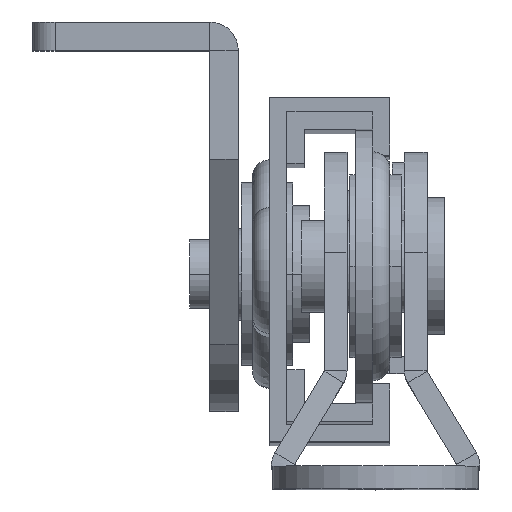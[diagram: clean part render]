
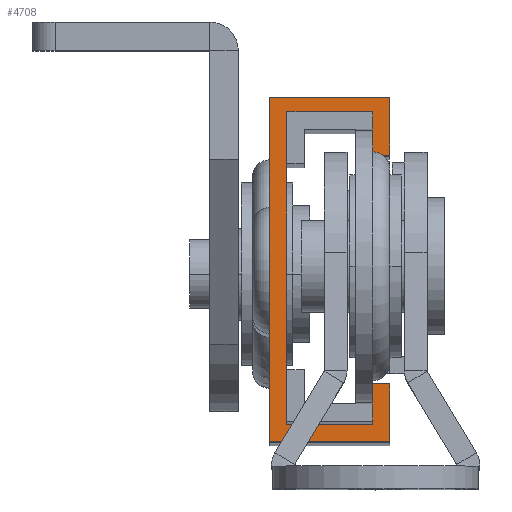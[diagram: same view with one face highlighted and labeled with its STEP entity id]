
A CAD part, top view. The second image highlights one B-rep face of the part: STEP entity #4708.
In plain terms, the highlighted face is planar.
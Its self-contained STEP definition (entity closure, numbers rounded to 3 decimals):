
#119 = FACE_OUTER_BOUND ( 'NONE', #2886, .T. ) ;
#182 = DIRECTION ( 'NONE',  ( 0., -1., 0. ) ) ;
#184 = DIRECTION ( 'NONE',  ( -1., 0., 0. ) ) ;
#189 = VECTOR ( 'NONE', #184, 1000. ) ;
#220 = EDGE_CURVE ( 'NONE', #3878, #6529, #7727, .T. ) ;
#800 = LINE ( 'NONE', #4676, #3141 ) ;
#817 = CARTESIAN_POINT ( 'NONE',  ( 3.75, -10., -115. ) ) ;
#822 = LINE ( 'NONE', #3495, #6493 ) ;
#832 = CARTESIAN_POINT ( 'NONE',  ( 3.75, 13.5, -115. ) ) ;
#881 = ORIENTED_EDGE ( 'NONE', *, *, #1369, .F. ) ;
#917 = ORIENTED_EDGE ( 'NONE', *, *, #5901, .F. ) ;
#950 = EDGE_CURVE ( 'NONE', #1796, #3878, #3558, .T. ) ;
#995 = CARTESIAN_POINT ( 'NONE',  ( 3.75, -13.5, -115. ) ) ;
#997 = CARTESIAN_POINT ( 'NONE',  ( -3.75, -13.5, -115. ) ) ;
#1142 = VECTOR ( 'NONE', #182, 1000. ) ;
#1283 = DIRECTION ( 'NONE',  ( 1., 0., 0. ) ) ;
#1369 = EDGE_CURVE ( 'NONE', #3552, #2987, #5568, .T. ) ;
#1426 = DIRECTION ( 'NONE',  ( -1., 0., 0. ) ) ;
#1622 = DIRECTION ( 'NONE',  ( -1., 0., 0. ) ) ;
#1731 = CARTESIAN_POINT ( 'NONE',  ( -5.25, 15., -115. ) ) ;
#1796 = VERTEX_POINT ( 'NONE', #5368 ) ;
#1799 = LINE ( 'NONE', #995, #1142 ) ;
#1800 = LINE ( 'NONE', #997, #189 ) ;
#1938 = AXIS2_PLACEMENT_3D ( 'NONE', #3047, #2223, #1426 ) ;
#1962 = VERTEX_POINT ( 'NONE', #6655 ) ;
#2045 = ORIENTED_EDGE ( 'NONE', *, *, #4552, .F. ) ;
#2051 = EDGE_CURVE ( 'NONE', #4526, #3552, #1800, .T. ) ;
#2090 = CARTESIAN_POINT ( 'NONE',  ( 3.75, 13.5, -115. ) ) ;
#2223 = DIRECTION ( 'NONE',  ( 0., 0., -1. ) ) ;
#2292 = DIRECTION ( 'NONE',  ( 0., -1., 0. ) ) ;
#2318 = VECTOR ( 'NONE', #2292, 1000. ) ;
#2426 = CARTESIAN_POINT ( 'NONE',  ( 3.75, -10., -115. ) ) ;
#2504 = EDGE_CURVE ( 'NONE', #2987, #3379, #3733, .T. ) ;
#2760 = ORIENTED_EDGE ( 'NONE', *, *, #7798, .F. ) ;
#2870 = CARTESIAN_POINT ( 'NONE',  ( 5.25, -15., -115. ) ) ;
#2886 = EDGE_LOOP ( 'NONE', ( #4372, #881, #4238, #3002, #2760, #5956, #5162, #2045, #4435, #917, #4997, #6788 ) ) ;
#2986 = CARTESIAN_POINT ( 'NONE',  ( 3.75, 10., -115. ) ) ;
#2987 = VERTEX_POINT ( 'NONE', #4530 ) ;
#2989 = VECTOR ( 'NONE', #3937, 1000. ) ;
#3002 = ORIENTED_EDGE ( 'NONE', *, *, #4661, .F. ) ;
#3047 = CARTESIAN_POINT ( 'NONE',  ( 3.75, 13.5, -115. ) ) ;
#3115 = CARTESIAN_POINT ( 'NONE',  ( 3.75, 10., -115. ) ) ;
#3141 = VECTOR ( 'NONE', #3862, 1000. ) ;
#3179 = VERTEX_POINT ( 'NONE', #1731 ) ;
#3256 = LINE ( 'NONE', #2426, #7386 ) ;
#3379 = VERTEX_POINT ( 'NONE', #832 ) ;
#3495 = CARTESIAN_POINT ( 'NONE',  ( 5.25, 10., -115. ) ) ;
#3552 = VERTEX_POINT ( 'NONE', #3557 ) ;
#3557 = CARTESIAN_POINT ( 'NONE',  ( -3.75, -13.5, -115. ) ) ;
#3558 = LINE ( 'NONE', #6624, #5673 ) ;
#3733 = LINE ( 'NONE', #2090, #7286 ) ;
#3862 = DIRECTION ( 'NONE',  ( 0., 1., 0. ) ) ;
#3874 = PLANE ( 'NONE',  #1938 ) ;
#3878 = VERTEX_POINT ( 'NONE', #2870 ) ;
#3918 = VECTOR ( 'NONE', #6248, 1000. ) ;
#3937 = DIRECTION ( 'NONE',  ( 0., 1., 0. ) ) ;
#3943 = LINE ( 'NONE', #3115, #2318 ) ;
#4212 = DIRECTION ( 'NONE',  ( 0., -1., 0. ) ) ;
#4222 = VERTEX_POINT ( 'NONE', #817 ) ;
#4238 = ORIENTED_EDGE ( 'NONE', *, *, #2051, .F. ) ;
#4372 = ORIENTED_EDGE ( 'NONE', *, *, #2504, .F. ) ;
#4435 = ORIENTED_EDGE ( 'NONE', *, *, #6279, .F. ) ;
#4526 = VERTEX_POINT ( 'NONE', #7644 ) ;
#4530 = CARTESIAN_POINT ( 'NONE',  ( -3.75, 13.5, -115. ) ) ;
#4552 = EDGE_CURVE ( 'NONE', #3179, #1796, #5838, .T. ) ;
#4580 = VECTOR ( 'NONE', #4212, 1000. ) ;
#4661 = EDGE_CURVE ( 'NONE', #4222, #4526, #1799, .T. ) ;
#4676 = CARTESIAN_POINT ( 'NONE',  ( 5.25, 15., -115. ) ) ;
#4708 = ADVANCED_FACE ( 'NONE', ( #119 ), #3874, .T. ) ;
#4752 = CARTESIAN_POINT ( 'NONE',  ( -3.75, 13.5, -115. ) ) ;
#4997 = ORIENTED_EDGE ( 'NONE', *, *, #7405, .F. ) ;
#5019 = CARTESIAN_POINT ( 'NONE',  ( -5.25, -15., -115. ) ) ;
#5162 = ORIENTED_EDGE ( 'NONE', *, *, #950, .F. ) ;
#5368 = CARTESIAN_POINT ( 'NONE',  ( -5.25, -15., -115. ) ) ;
#5568 = LINE ( 'NONE', #4752, #2989 ) ;
#5604 = VERTEX_POINT ( 'NONE', #2986 ) ;
#5673 = VECTOR ( 'NONE', #5814, 1000. ) ;
#5814 = DIRECTION ( 'NONE',  ( 1., 0., 0. ) ) ;
#5838 = LINE ( 'NONE', #5019, #4580 ) ;
#5901 = EDGE_CURVE ( 'NONE', #1962, #7743, #800, .T. ) ;
#5956 = ORIENTED_EDGE ( 'NONE', *, *, #220, .F. ) ;
#6087 = CARTESIAN_POINT ( 'NONE',  ( 5.25, 15., -115. ) ) ;
#6109 = DIRECTION ( 'NONE',  ( 0., 1., 0. ) ) ;
#6248 = DIRECTION ( 'NONE',  ( -1., 0., 0. ) ) ;
#6279 = EDGE_CURVE ( 'NONE', #7743, #3179, #7873, .T. ) ;
#6493 = VECTOR ( 'NONE', #7132, 1000. ) ;
#6529 = VERTEX_POINT ( 'NONE', #6585 ) ;
#6585 = CARTESIAN_POINT ( 'NONE',  ( 5.25, -10., -115. ) ) ;
#6624 = CARTESIAN_POINT ( 'NONE',  ( 5.25, -15., -115. ) ) ;
#6655 = CARTESIAN_POINT ( 'NONE',  ( 5.25, 10., -115. ) ) ;
#6788 = ORIENTED_EDGE ( 'NONE', *, *, #7020, .F. ) ;
#6918 = CARTESIAN_POINT ( 'NONE',  ( 5.25, -10., -115. ) ) ;
#7020 = EDGE_CURVE ( 'NONE', #3379, #5604, #3943, .T. ) ;
#7053 = CARTESIAN_POINT ( 'NONE',  ( -5.25, 15., -115. ) ) ;
#7132 = DIRECTION ( 'NONE',  ( 1., 0., 0. ) ) ;
#7286 = VECTOR ( 'NONE', #1283, 1000. ) ;
#7386 = VECTOR ( 'NONE', #1622, 1000. ) ;
#7405 = EDGE_CURVE ( 'NONE', #5604, #1962, #822, .T. ) ;
#7644 = CARTESIAN_POINT ( 'NONE',  ( 3.75, -13.5, -115. ) ) ;
#7676 = VECTOR ( 'NONE', #6109, 1000. ) ;
#7727 = LINE ( 'NONE', #6918, #7676 ) ;
#7743 = VERTEX_POINT ( 'NONE', #6087 ) ;
#7798 = EDGE_CURVE ( 'NONE', #6529, #4222, #3256, .T. ) ;
#7873 = LINE ( 'NONE', #7053, #3918 ) ;
